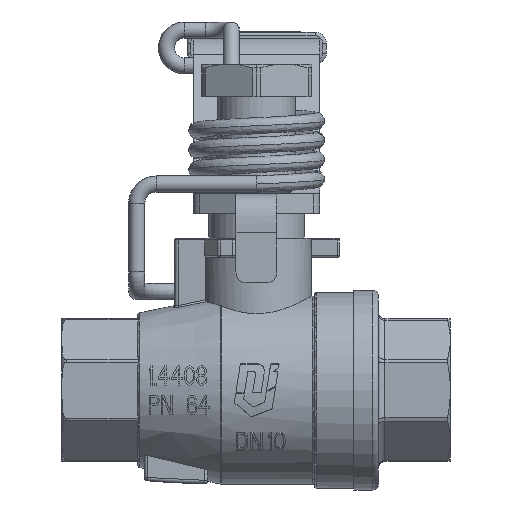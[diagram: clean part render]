
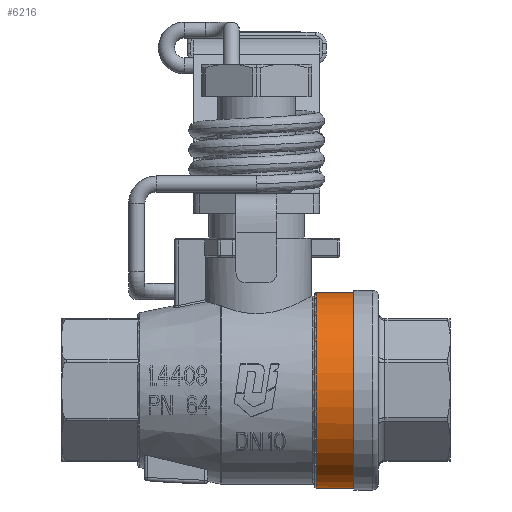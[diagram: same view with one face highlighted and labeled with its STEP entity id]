
A CAD part, front view. The second image highlights one B-rep face of the part: STEP entity #6216.
In plain terms, the highlighted cylindrical face has radius 15.1 mm (diameter 30.2 mm), a full revolution.
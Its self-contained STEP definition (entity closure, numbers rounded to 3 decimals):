
#6148=CARTESIAN_POINT('',(17.255,-0.,0.));
#6149=DIRECTION('',(1.,-0.,0.));
#6150=DIRECTION('',(0.,0.,-1.));
#6151=AXIS2_PLACEMENT_3D('',#6148,#6149,#6150);
#6152=CYLINDRICAL_SURFACE('',#6151,15.1);
#6153=CARTESIAN_POINT('',(15.,-0.,-15.1));
#6154=VERTEX_POINT('',#6153);
#6155=CARTESIAN_POINT('',(9.193,-0.,-15.1));
#6156=VERTEX_POINT('',#6155);
#6157=CARTESIAN_POINT('',(15.,-0.,-15.1));
#6158=DIRECTION('',(-1.,0.,-0.));
#6159=VECTOR('',#6158,5.807);
#6160=LINE('',#6157,#6159);
#6161=EDGE_CURVE('',#6154,#6156,#6160,.T.);
#6162=ORIENTED_EDGE('',*,*,#6161,.T.);
#6163=CARTESIAN_POINT('',(9.193,0.092,15.1));
#6164=VERTEX_POINT('',#6163);
#6165=CARTESIAN_POINT('',(9.193,-0.,0.));
#6166=DIRECTION('',(1.,-0.,0.));
#6167=DIRECTION('',(0.,0.,-1.));
#6168=AXIS2_PLACEMENT_3D('',#6165,#6166,#6167);
#6169=CIRCLE('',#6168,15.1);
#6170=EDGE_CURVE('',#6156,#6164,#6169,.T.);
#6171=ORIENTED_EDGE('',*,*,#6170,.T.);
#6172=CARTESIAN_POINT('',(9.193,-0.,15.1));
#6173=VERTEX_POINT('',#6172);
#6174=CARTESIAN_POINT('',(9.193,-0.,0.));
#6175=DIRECTION('',(1.,-0.,0.));
#6176=DIRECTION('',(0.,0.,-1.));
#6177=AXIS2_PLACEMENT_3D('',#6174,#6175,#6176);
#6178=CIRCLE('',#6177,15.1);
#6179=EDGE_CURVE('',#6164,#6173,#6178,.T.);
#6180=ORIENTED_EDGE('',*,*,#6179,.T.);
#6181=CARTESIAN_POINT('',(9.193,-0.092,-15.1));
#6182=VERTEX_POINT('',#6181);
#6183=CARTESIAN_POINT('',(9.193,-0.,0.));
#6184=DIRECTION('',(1.,-0.,0.));
#6185=DIRECTION('',(0.,0.,-1.));
#6186=AXIS2_PLACEMENT_3D('',#6183,#6184,#6185);
#6187=CIRCLE('',#6186,15.1);
#6188=EDGE_CURVE('',#6173,#6182,#6187,.T.);
#6189=ORIENTED_EDGE('',*,*,#6188,.T.);
#6190=CARTESIAN_POINT('',(9.193,-0.,0.));
#6191=DIRECTION('',(1.,-0.,0.));
#6192=DIRECTION('',(0.,0.,-1.));
#6193=AXIS2_PLACEMENT_3D('',#6190,#6191,#6192);
#6194=CIRCLE('',#6193,15.1);
#6195=EDGE_CURVE('',#6182,#6156,#6194,.T.);
#6196=ORIENTED_EDGE('',*,*,#6195,.T.);
#6197=ORIENTED_EDGE('',*,*,#6161,.F.);
#6198=CARTESIAN_POINT('',(15.,-0.,15.1));
#6199=VERTEX_POINT('',#6198);
#6200=CARTESIAN_POINT('',(15.,-0.,0.));
#6201=DIRECTION('',(1.,-0.,0.));
#6202=DIRECTION('',(0.,0.,-1.));
#6203=AXIS2_PLACEMENT_3D('',#6200,#6201,#6202);
#6204=CIRCLE('',#6203,15.1);
#6205=EDGE_CURVE('',#6199,#6154,#6204,.T.);
#6206=ORIENTED_EDGE('',*,*,#6205,.F.);
#6207=CARTESIAN_POINT('',(15.,-0.,0.));
#6208=DIRECTION('',(1.,-0.,0.));
#6209=DIRECTION('',(0.,0.,-1.));
#6210=AXIS2_PLACEMENT_3D('',#6207,#6208,#6209);
#6211=CIRCLE('',#6210,15.1);
#6212=EDGE_CURVE('',#6154,#6199,#6211,.T.);
#6213=ORIENTED_EDGE('',*,*,#6212,.F.);
#6214=EDGE_LOOP('',(#6162,#6171,#6180,#6189,#6196,#6197,#6206,#6213));
#6215=FACE_BOUND('',#6214,.T.);
#6216=ADVANCED_FACE('',(#6215),#6152,.T.);
